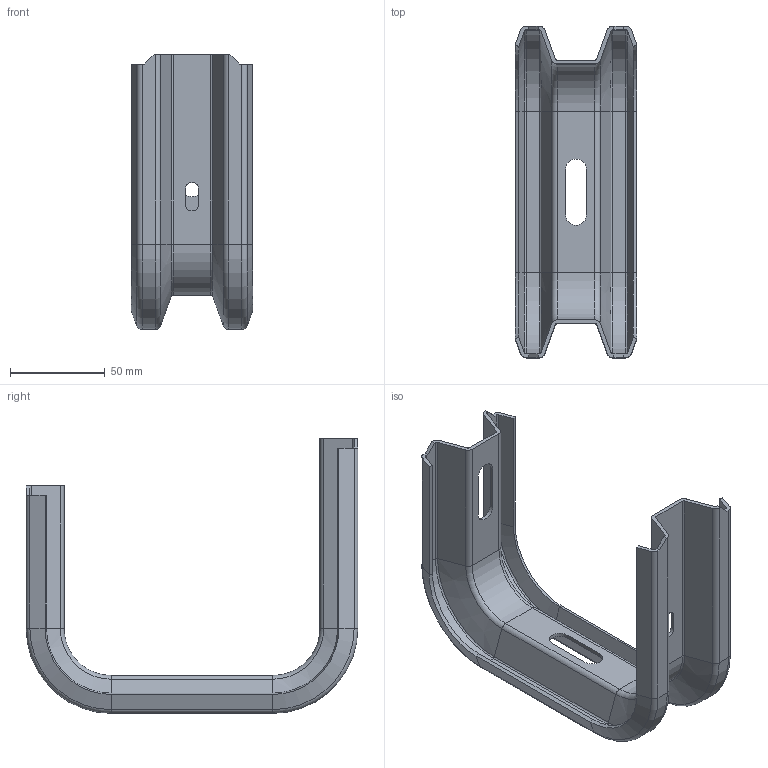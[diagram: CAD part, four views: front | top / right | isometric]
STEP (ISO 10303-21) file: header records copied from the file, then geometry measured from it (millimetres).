
FILE_DESCRIPTION((''),'2;1');
FILE_NAME('6363806','2012-03-08T',('AndreasKeweloh'),(''),'PRO/ENGINEER BY PARAMETRIC TECHNOLOGY CORPORATION, 2011370','PRO/ENGINEER BY PARAMETRIC TECHNOLOGY CORPORATION, 2011370','');
FILE_SCHEMA(('CONFIG_CONTROL_DESIGN'));
Length unit declared in the file: millimetre
Products named in the file (1): 6363806
Bounding box: 64.19 x 175 x 145 mm (x, y, z)
Volume: 70947.9 mm3; surface area: 73207.9 mm2
Topology: 1 solids, 1 shells, 162 faces, 368 edges, 208 vertices
Faces by surface type: plane 64, cylinder 54, torus 24, cone 20
Entity records: 4486 total; most frequent: DIRECTION 832, CARTESIAN_POINT 738, ORIENTED_EDGE 736, EDGE_CURVE 368, AXIS2_PLACEMENT_3D 302, VECTOR 228, LINE 228, VERTEX_POINT 208
